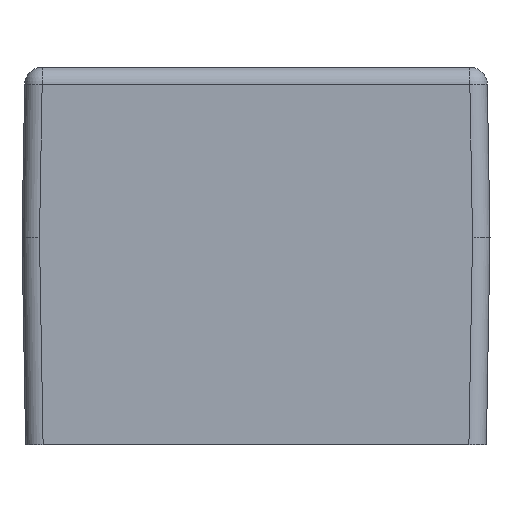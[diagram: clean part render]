
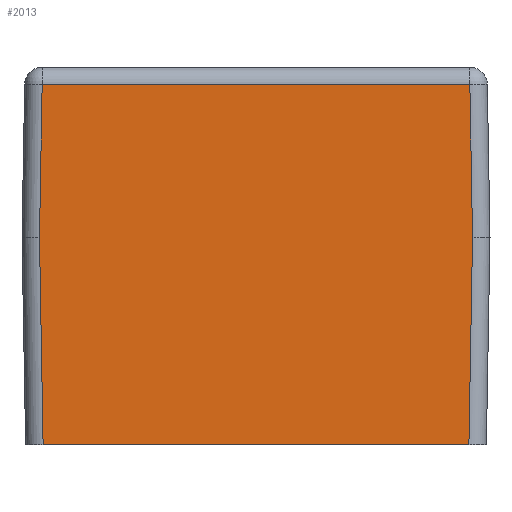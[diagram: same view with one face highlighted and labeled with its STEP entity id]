
A CAD part, left-side view. The second image highlights one B-rep face of the part: STEP entity #2013.
In plain terms, the highlighted planar face has unit normal (-1, 0, 0).
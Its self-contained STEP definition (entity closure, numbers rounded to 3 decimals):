
#1187=FACE_OUTER_BOUND('',#4157,.T.);
#2013=ADVANCED_FACE('',(#1187),#2851,.F.);
#2851=PLANE('',#17161);
#4157=EDGE_LOOP('',(#5637,#5638,#5639,#5640,#5641,#5642));
#5637=ORIENTED_EDGE('',*,*,#11535,.T.);
#5638=ORIENTED_EDGE('',*,*,#11463,.T.);
#5639=ORIENTED_EDGE('',*,*,#11484,.T.);
#5640=ORIENTED_EDGE('',*,*,#11477,.T.);
#5641=ORIENTED_EDGE('',*,*,#11538,.T.);
#5642=ORIENTED_EDGE('',*,*,#11530,.T.);
#9939=VERTEX_POINT('',#23473);
#9940=VERTEX_POINT('',#23474);
#9945=VERTEX_POINT('',#23497);
#9946=VERTEX_POINT('',#23499);
#9962=VERTEX_POINT('',#23603);
#9963=VERTEX_POINT('',#23605);
#11463=EDGE_CURVE('',#9939,#9940,#13679,.T.);
#11477=EDGE_CURVE('',#9946,#9945,#13682,.T.);
#11484=EDGE_CURVE('',#9940,#9946,#13684,.T.);
#11530=EDGE_CURVE('',#9963,#9962,#13717,.T.);
#11535=EDGE_CURVE('',#9962,#9939,#13719,.T.);
#11538=EDGE_CURVE('',#9945,#9963,#13722,.T.);
#13679=LINE('',#23472,#15537);
#13682=LINE('',#23498,#15540);
#13684=LINE('',#23512,#15542);
#13717=LINE('',#23604,#15575);
#13719=LINE('',#23614,#15577);
#13722=LINE('',#23618,#15580);
#15537=VECTOR('',#18632,1.);
#15540=VECTOR('',#18667,1.);
#15542=VECTOR('',#18691,1.);
#15575=VECTOR('',#18810,1.);
#15577=VECTOR('',#18820,1.);
#15580=VECTOR('',#18825,1.);
#17161=AXIS2_PLACEMENT_3D('',#23620,#18828,#18829);
#18632=DIRECTION('',(0.,0.017,1.));
#18667=DIRECTION('',(0.,0.017,-1.));
#18691=DIRECTION('',(0.,1.,0.));
#18810=DIRECTION('',(0.,-1.,0.));
#18820=DIRECTION('',(0.,-0.017,1.));
#18825=DIRECTION('',(0.,-0.017,-1.));
#18828=DIRECTION('',(1.,0.,0.));
#18829=DIRECTION('',(0.,0.,-1.));
#23472=CARTESIAN_POINT('',(-635.718,75.787,24.097));
#23473=CARTESIAN_POINT('',(-635.718,75.619,14.421));
#23474=CARTESIAN_POINT('',(-635.718,75.77,23.12));
#23497=CARTESIAN_POINT('',(-635.718,100.278,14.421));
#23498=CARTESIAN_POINT('',(-635.718,100.104,24.418));
#23499=CARTESIAN_POINT('',(-635.718,100.126,23.12));
#23512=CARTESIAN_POINT('',(-635.718,100.273,23.12));
#23603=CARTESIAN_POINT('',(-635.718,75.825,2.615));
#23604=CARTESIAN_POINT('',(-635.718,80.229,2.615));
#23605=CARTESIAN_POINT('',(-635.718,100.072,2.615));
#23614=CARTESIAN_POINT('',(-635.718,75.565,17.489));
#23618=CARTESIAN_POINT('',(-635.718,100.339,17.919));
#23620=CARTESIAN_POINT('',(-635.718,100.273,17.921));
